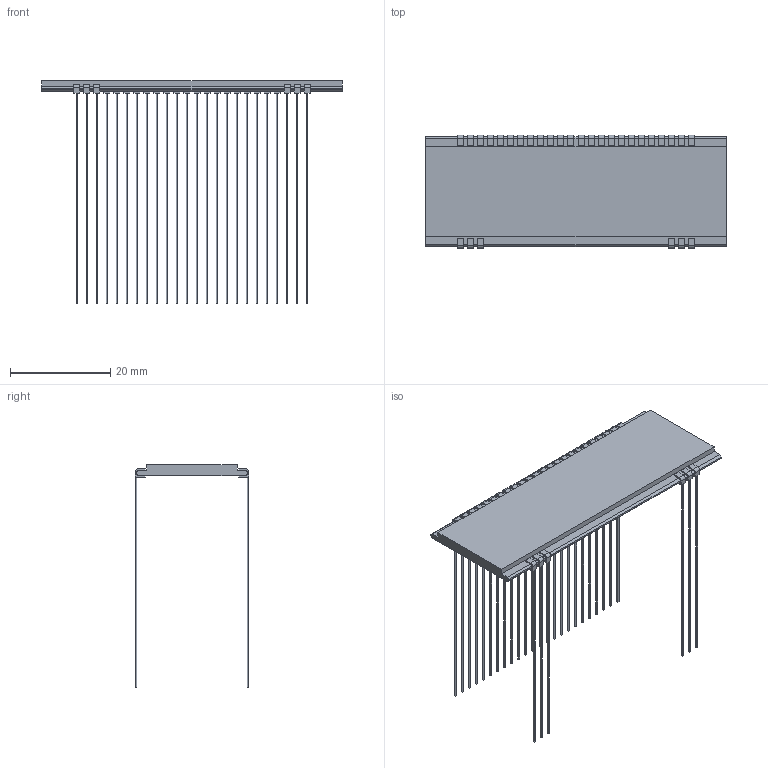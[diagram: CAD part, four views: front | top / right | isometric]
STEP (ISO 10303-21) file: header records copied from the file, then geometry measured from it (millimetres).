
FILE_DESCRIPTION(('FreeCAD Model'),'2;1');
FILE_NAME('MT-8T1.step', '2019-06-07T00:20:25',('Author'),(''), 'Open CASCADE STEP processor 7.3','FreeCAD','Unknown');
FILE_SCHEMA(('AUTOMOTIVE_DESIGN { 1 0 10303 214 1 1 1 1 }'));
Length unit declared in the file: millimetre
Products named in the file (8): Part001; Glass; Body; pin_001; Array; 3pin; pin_002; 3pin_(Mirror_#1)
Assembly tree (7 placements, depth 3):
  Part001
    Glass
      Body
    pin_001
    Array
    3pin
    pin_002
    3pin_(Mirror_#1)
Bounding box: 60 x 22.61 x 44.5 mm (x, y, z)
Volume: 2793.9 mm3; surface area: 5040.8 mm2
Topology: 33 solids, 33 shells, 814 faces, 2116 edges, 1368 vertices
Faces by surface type: plane 686, cylinder 128
Entity records: 53286 total; most frequent: CARTESIAN_POINT 9774, DIRECTION 8042, LINE 5836, VECTOR 5836, ORIENTED_EDGE 4232, PCURVE 4232, DEFINITIONAL_REPRESENTATION 4232, EDGE_CURVE 2116
